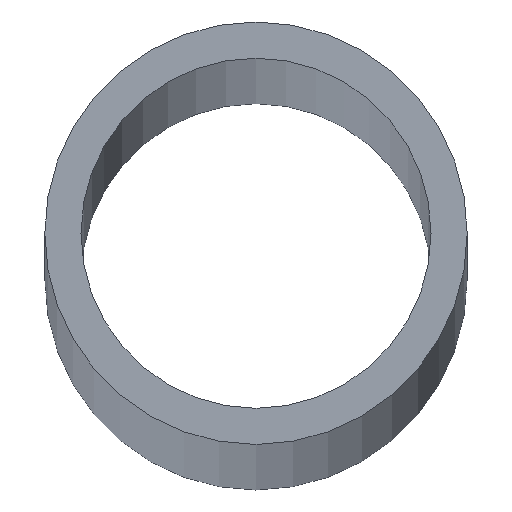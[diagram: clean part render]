
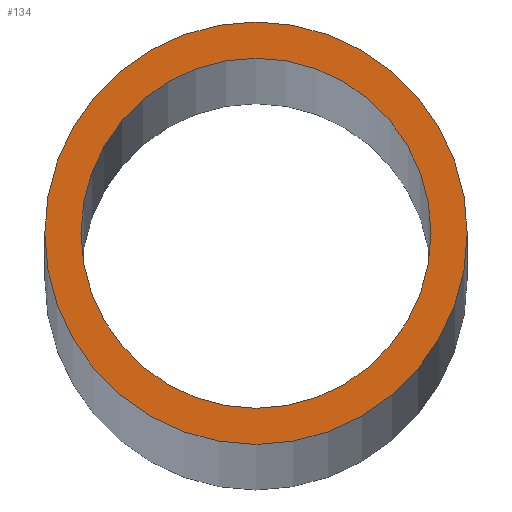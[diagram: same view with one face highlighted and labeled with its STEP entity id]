
A CAD part, top view. The second image highlights one B-rep face of the part: STEP entity #134.
In plain terms, the highlighted planar face has unit normal (0, 0, 1).
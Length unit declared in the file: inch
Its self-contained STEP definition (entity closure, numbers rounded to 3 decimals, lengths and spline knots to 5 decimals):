
#3 = EDGE_CURVE ( 'NONE', #70, #59, #252, .T. ) ;
#9 = VERTEX_POINT ( 'NONE', #202 ) ;
#22 = FACE_BOUND ( 'NONE', #118, .T. ) ;
#43 = DIRECTION ( 'NONE',  ( 1., 0., 0. ) ) ;
#45 = AXIS2_PLACEMENT_3D ( 'NONE', #167, #76, #215 ) ;
#47 = CARTESIAN_POINT ( 'NONE',  ( 0., 0., 216. ) ) ;
#50 = DIRECTION ( 'NONE',  ( 0., 0., 1. ) ) ;
#52 = CARTESIAN_POINT ( 'NONE',  ( -1.45, 0., 216. ) ) ;
#54 = CIRCLE ( 'NONE', #238, 1.75 ) ;
#55 = ORIENTED_EDGE ( 'NONE', *, *, #98, .T. ) ;
#59 = VERTEX_POINT ( 'NONE', #52 ) ;
#62 = ORIENTED_EDGE ( 'NONE', *, *, #74, .F. ) ;
#63 = CARTESIAN_POINT ( 'NONE',  ( 0., 0., 216. ) ) ;
#67 = ORIENTED_EDGE ( 'NONE', *, *, #3, .F. ) ;
#69 = CARTESIAN_POINT ( 'NONE',  ( 0., 0., 216. ) ) ;
#70 = VERTEX_POINT ( 'NONE', #250 ) ;
#74 = EDGE_CURVE ( 'NONE', #59, #70, #132, .T. ) ;
#76 = DIRECTION ( 'NONE',  ( 0., 0., 1. ) ) ;
#87 = EDGE_LOOP ( 'NONE', ( #55, #233 ) ) ;
#89 = DIRECTION ( 'NONE',  ( 1., 0., 0. ) ) ;
#92 = PLANE ( 'NONE',  #45 ) ;
#94 = VERTEX_POINT ( 'NONE', #207 ) ;
#98 = EDGE_CURVE ( 'NONE', #94, #9, #54, .T. ) ;
#99 = CARTESIAN_POINT ( 'NONE',  ( 0., 0., 216. ) ) ;
#109 = DIRECTION ( 'NONE',  ( 0., 0., 1. ) ) ;
#115 = AXIS2_PLACEMENT_3D ( 'NONE', #99, #176, #244 ) ;
#118 = EDGE_LOOP ( 'NONE', ( #62, #67 ) ) ;
#130 = FACE_OUTER_BOUND ( 'NONE', #87, .T. ) ;
#132 = CIRCLE ( 'NONE', #153, 1.45 ) ;
#134 = ADVANCED_FACE ( 'NONE', ( #130, #22 ), #92, .T. ) ;
#137 = DIRECTION ( 'NONE',  ( 0., 0., 1. ) ) ;
#153 = AXIS2_PLACEMENT_3D ( 'NONE', #47, #109, #225 ) ;
#167 = CARTESIAN_POINT ( 'NONE',  ( 0., 0., 216. ) ) ;
#176 = DIRECTION ( 'NONE',  ( 0., 0., 1. ) ) ;
#192 = AXIS2_PLACEMENT_3D ( 'NONE', #63, #137, #43 ) ;
#202 = CARTESIAN_POINT ( 'NONE',  ( 1.75, 0., 216. ) ) ;
#207 = CARTESIAN_POINT ( 'NONE',  ( -1.75, 0., 216. ) ) ;
#209 = CIRCLE ( 'NONE', #115, 1.75 ) ;
#215 = DIRECTION ( 'NONE',  ( 1., 0., 0. ) ) ;
#225 = DIRECTION ( 'NONE',  ( 1., 0., 0. ) ) ;
#233 = ORIENTED_EDGE ( 'NONE', *, *, #249, .T. ) ;
#238 = AXIS2_PLACEMENT_3D ( 'NONE', #69, #50, #89 ) ;
#244 = DIRECTION ( 'NONE',  ( 1., 0., 0. ) ) ;
#249 = EDGE_CURVE ( 'NONE', #9, #94, #209, .T. ) ;
#250 = CARTESIAN_POINT ( 'NONE',  ( 1.45, 0., 216. ) ) ;
#252 = CIRCLE ( 'NONE', #192, 1.45 ) ;
